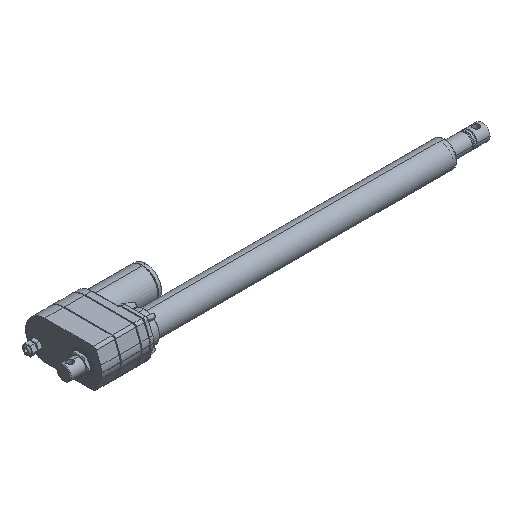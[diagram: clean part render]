
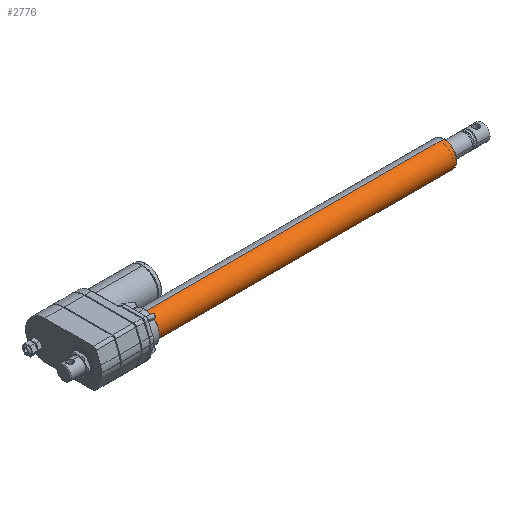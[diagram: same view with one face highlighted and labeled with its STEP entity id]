
A CAD part, isometric view. The second image highlights one B-rep face of the part: STEP entity #2776.
In plain terms, the highlighted cylindrical face has radius 25.4 mm (diameter 50.8 mm), a partial arc.
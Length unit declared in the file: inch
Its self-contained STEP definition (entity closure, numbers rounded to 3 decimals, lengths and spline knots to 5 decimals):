
#278 = LINE ( 'NONE', #6954, #19716 ) ;
#484 = AXIS2_PLACEMENT_3D ( 'NONE', #22103, #6338, #13367 ) ;
#981 = CARTESIAN_POINT ( 'NONE',  ( 5.875, 0., 0. ) ) ;
#1380 = VERTEX_POINT ( 'NONE', #21605 ) ;
#2354 = CARTESIAN_POINT ( 'NONE',  ( 29.5, 0., -1. ) ) ;
#2704 = DIRECTION ( 'NONE',  ( 0., 0., -1. ) ) ;
#2776 = ADVANCED_FACE ( 'NONE', ( #6365 ), #7989, .T. ) ;
#2928 = CARTESIAN_POINT ( 'NONE',  ( 62.32843, 0., -1. ) ) ;
#3006 = EDGE_CURVE ( 'NONE', #1380, #9211, #18507, .T. ) ;
#4568 = VERTEX_POINT ( 'NONE', #17993 ) ;
#6003 = ORIENTED_EDGE ( 'NONE', *, *, #16141, .T. ) ;
#6338 = DIRECTION ( 'NONE',  ( 1., 0., 0. ) ) ;
#6365 = FACE_OUTER_BOUND ( 'NONE', #10096, .T. ) ;
#6954 = CARTESIAN_POINT ( 'NONE',  ( 62.32843, 0., 1. ) ) ;
#7761 = CARTESIAN_POINT ( 'NONE',  ( 62.32843, 0., 0. ) ) ;
#7965 = EDGE_CURVE ( 'NONE', #9211, #21371, #13735, .T. ) ;
#7989 = CYLINDRICAL_SURFACE ( 'NONE', #21393, 1. ) ;
#9211 = VERTEX_POINT ( 'NONE', #2354 ) ;
#9385 = EDGE_CURVE ( 'NONE', #4568, #21371, #19408, .T. ) ;
#9568 = ORIENTED_EDGE ( 'NONE', *, *, #3006, .F. ) ;
#9945 = DIRECTION ( 'NONE',  ( -1., 0., 0. ) ) ;
#10096 = EDGE_LOOP ( 'NONE', ( #19300, #9568, #6003, #12652 ) ) ;
#10896 = VECTOR ( 'NONE', #12000, 39.37008 ) ;
#11686 = CARTESIAN_POINT ( 'NONE',  ( 5.875, 0., -1. ) ) ;
#12000 = DIRECTION ( 'NONE',  ( -1., 0., 0. ) ) ;
#12652 = ORIENTED_EDGE ( 'NONE', *, *, #9385, .T. ) ;
#13162 = DIRECTION ( 'NONE',  ( 1., 0., 0. ) ) ;
#13367 = DIRECTION ( 'NONE',  ( 0., 0., -1. ) ) ;
#13735 = LINE ( 'NONE', #2928, #10896 ) ;
#16141 = EDGE_CURVE ( 'NONE', #1380, #4568, #278, .T. ) ;
#16733 = DIRECTION ( 'NONE',  ( 0., 0., 1. ) ) ;
#17656 = DIRECTION ( 'NONE',  ( -1., 0., 0. ) ) ;
#17993 = CARTESIAN_POINT ( 'NONE',  ( 5.875, 0., 1. ) ) ;
#18507 = CIRCLE ( 'NONE', #484, 1. ) ;
#19300 = ORIENTED_EDGE ( 'NONE', *, *, #7965, .F. ) ;
#19408 = CIRCLE ( 'NONE', #22342, 1. ) ;
#19716 = VECTOR ( 'NONE', #17656, 39.37008 ) ;
#21371 = VERTEX_POINT ( 'NONE', #11686 ) ;
#21393 = AXIS2_PLACEMENT_3D ( 'NONE', #7761, #9945, #16733 ) ;
#21605 = CARTESIAN_POINT ( 'NONE',  ( 29.5, 0., 1. ) ) ;
#22103 = CARTESIAN_POINT ( 'NONE',  ( 29.5, 0., 0. ) ) ;
#22342 = AXIS2_PLACEMENT_3D ( 'NONE', #981, #13162, #2704 ) ;
